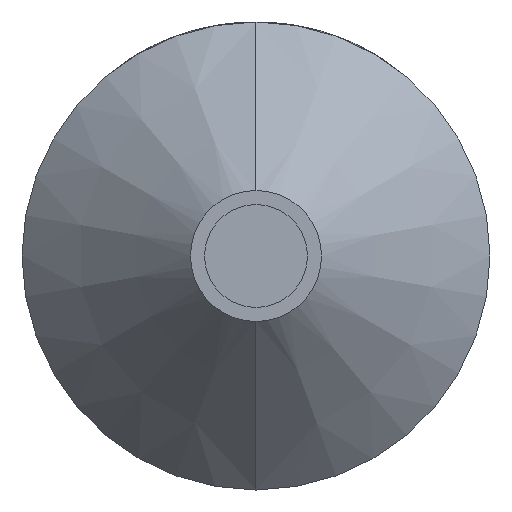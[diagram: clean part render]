
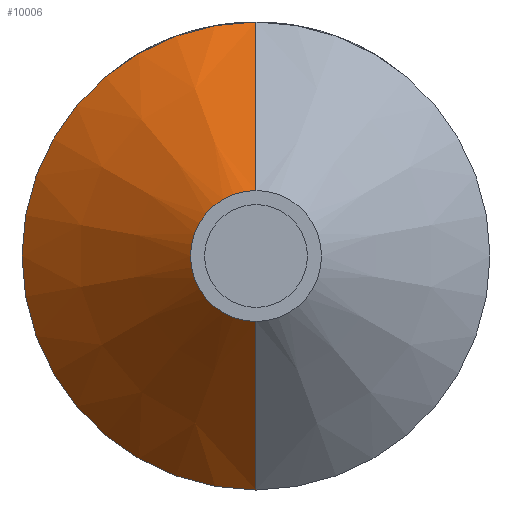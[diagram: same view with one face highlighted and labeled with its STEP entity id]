
A CAD part, left-side view. The second image highlights one B-rep face of the part: STEP entity #10006.
In plain terms, the highlighted conical face has half-angle 45 degrees and reference radius 2.5 mm.
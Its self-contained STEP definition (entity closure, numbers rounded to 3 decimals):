
#78 = CARTESIAN_POINT ( 'NONE',  ( 31., 0., 0.7 ) ) ;
#829 = CIRCLE ( 'NONE', #1319, 0.7 ) ;
#1319 = AXIS2_PLACEMENT_3D ( 'NONE', #13200, #6271, #8926 ) ;
#1937 = EDGE_CURVE ( 'NONE', #6423, #6229, #12773, .T. ) ;
#2137 = DIRECTION ( 'NONE',  ( 1., 0., 0. ) ) ;
#3233 = EDGE_LOOP ( 'NONE', ( #6136, #12185, #11436, #12051 ) ) ;
#3603 = CONICAL_SURFACE ( 'NONE', #7520, 2.5, 0.785 ) ;
#3942 = DIRECTION ( 'NONE',  ( 1., 0., 0. ) ) ;
#4307 = EDGE_CURVE ( 'NONE', #6229, #6921, #10997, .T. ) ;
#4917 = CARTESIAN_POINT ( 'NONE',  ( 31., 0., -0.7 ) ) ;
#4918 = AXIS2_PLACEMENT_3D ( 'NONE', #9896, #3942, #11963 ) ;
#5374 = CARTESIAN_POINT ( 'NONE',  ( 32.8, 0., -2.5 ) ) ;
#6136 = ORIENTED_EDGE ( 'NONE', *, *, #6941, .T. ) ;
#6214 = CARTESIAN_POINT ( 'NONE',  ( 32.8, 0., 2.5 ) ) ;
#6229 = VERTEX_POINT ( 'NONE', #5374 ) ;
#6271 = DIRECTION ( 'NONE',  ( 1., 0., 0. ) ) ;
#6371 = EDGE_CURVE ( 'NONE', #8173, #6921, #11624, .T. ) ;
#6423 = VERTEX_POINT ( 'NONE', #4917 ) ;
#6858 = FACE_OUTER_BOUND ( 'NONE', #3233, .T. ) ;
#6921 = VERTEX_POINT ( 'NONE', #12277 ) ;
#6941 = EDGE_CURVE ( 'NONE', #6423, #8173, #829, .T. ) ;
#7000 = CARTESIAN_POINT ( 'NONE',  ( 32.8, 0., -2.5 ) ) ;
#7414 = VECTOR ( 'NONE', #9725, 1000. ) ;
#7520 = AXIS2_PLACEMENT_3D ( 'NONE', #13782, #2137, #12784 ) ;
#8173 = VERTEX_POINT ( 'NONE', #78 ) ;
#8926 = DIRECTION ( 'NONE',  ( 0., 0., -1. ) ) ;
#9354 = DIRECTION ( 'NONE',  ( 0.707, 0., -0.707 ) ) ;
#9725 = DIRECTION ( 'NONE',  ( 0.707, 0., 0.707 ) ) ;
#9896 = CARTESIAN_POINT ( 'NONE',  ( 32.8, 0., 0. ) ) ;
#10006 = ADVANCED_FACE ( 'NONE', ( #6858 ), #3603, .T. ) ;
#10997 = CIRCLE ( 'NONE', #4918, 2.5 ) ;
#11436 = ORIENTED_EDGE ( 'NONE', *, *, #4307, .F. ) ;
#11624 = LINE ( 'NONE', #6214, #7414 ) ;
#11963 = DIRECTION ( 'NONE',  ( 0., 0., -1. ) ) ;
#12051 = ORIENTED_EDGE ( 'NONE', *, *, #1937, .F. ) ;
#12185 = ORIENTED_EDGE ( 'NONE', *, *, #6371, .T. ) ;
#12277 = CARTESIAN_POINT ( 'NONE',  ( 32.8, 0., 2.5 ) ) ;
#12773 = LINE ( 'NONE', #7000, #14160 ) ;
#12784 = DIRECTION ( 'NONE',  ( 0., 0., -1. ) ) ;
#13200 = CARTESIAN_POINT ( 'NONE',  ( 31., 0., 0. ) ) ;
#13782 = CARTESIAN_POINT ( 'NONE',  ( 32.8, 0., 0. ) ) ;
#14160 = VECTOR ( 'NONE', #9354, 1000. ) ;
